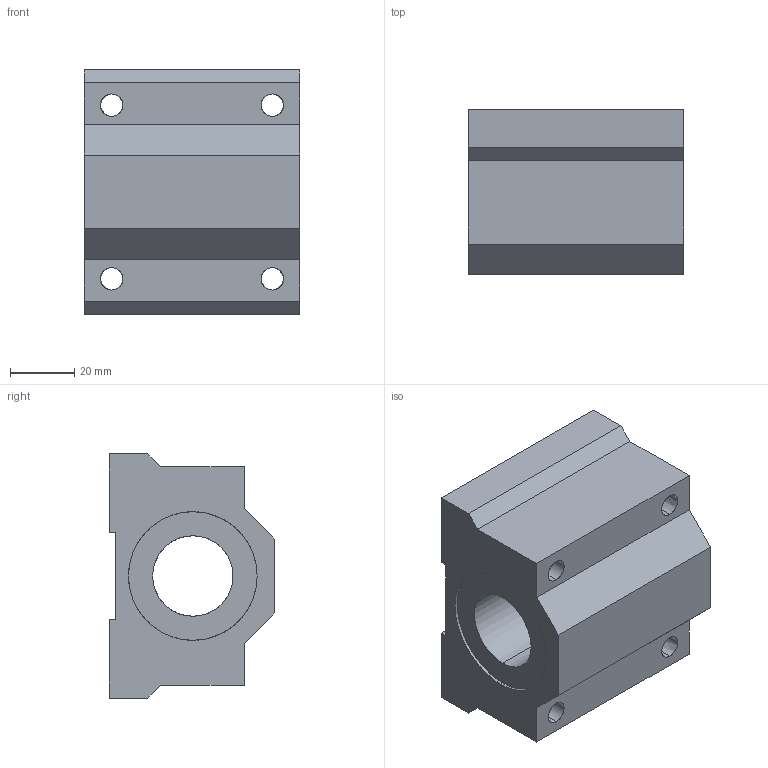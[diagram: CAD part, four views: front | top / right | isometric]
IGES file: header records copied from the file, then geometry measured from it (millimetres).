
Start section: SolidWorks IGES file using analytic representation for surfaces
Global section: file name: SCE 25 UU.IGS; native system: SolidWorks 2012; preprocessor: SolidWorks 2012; author: toshiba; date: 120408.204824; units: millimetre
Bounding box: 67 x 51.5 x 76 mm (x, y, z)
Surface area: 31726.5 mm2 (no closed solid volume)
Topology: 0 solids, 0 shells, 456 faces, 7836 edges, 7836 vertices
Faces by surface type: bspline 310, revolution 146
